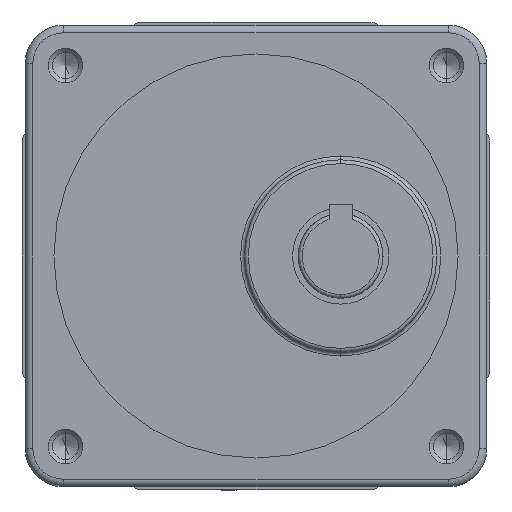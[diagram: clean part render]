
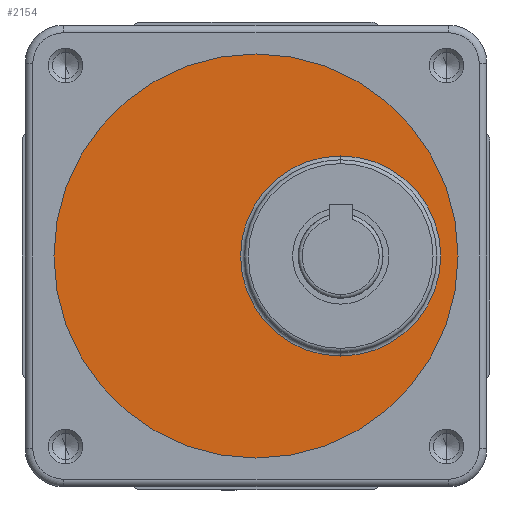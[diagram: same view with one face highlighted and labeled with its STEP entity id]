
A CAD part, front view. The second image highlights one B-rep face of the part: STEP entity #2154.
In plain terms, the highlighted face is planar.
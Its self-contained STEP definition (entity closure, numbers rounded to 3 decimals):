
#122 = DIRECTION ( 'NONE',  ( 1., 0., 0. ) ) ;
#454 = DIRECTION ( 'NONE',  ( 0., 0., -1. ) ) ;
#558 = CIRCLE ( 'NONE', #13408, 26. ) ;
#1250 = CARTESIAN_POINT ( 'NONE',  ( -26., 22., 95.5 ) ) ;
#2154 = ADVANCED_FACE ( 'NONE', ( #9251, #5666 ), #9340, .T. ) ;
#2209 = DIRECTION ( 'NONE',  ( 1., 0., 0. ) ) ;
#3523 = EDGE_CURVE ( 'NONE', #11710, #12133, #15339, .T. ) ;
#3587 = ORIENTED_EDGE ( 'NONE', *, *, #3523, .T. ) ;
#4837 = AXIS2_PLACEMENT_3D ( 'NONE', #15859, #7202, #17287 ) ;
#5282 = EDGE_CURVE ( 'NONE', #12133, #11710, #15730, .T. ) ;
#5309 = VERTEX_POINT ( 'NONE', #17220 ) ;
#5666 = FACE_OUTER_BOUND ( 'NONE', #13081, .T. ) ;
#7028 = AXIS2_PLACEMENT_3D ( 'NONE', #17454, #8821, #122 ) ;
#7202 = DIRECTION ( 'NONE',  ( 0., 0., 1. ) ) ;
#7759 = CARTESIAN_POINT ( 'NONE',  ( 0., 0., 95.5 ) ) ;
#7951 = CARTESIAN_POINT ( 'NONE',  ( 0., 0., 95.5 ) ) ;
#8431 = ORIENTED_EDGE ( 'NONE', *, *, #8450, .T. ) ;
#8450 = EDGE_CURVE ( 'NONE', #10079, #5309, #558, .T. ) ;
#8821 = DIRECTION ( 'NONE',  ( 0., 0., -1. ) ) ;
#9125 = CARTESIAN_POINT ( 'NONE',  ( 0., 22., 95.5 ) ) ;
#9251 = FACE_BOUND ( 'NONE', #10542, .T. ) ;
#9340 = PLANE ( 'NONE',  #13394 ) ;
#9404 = DIRECTION ( 'NONE',  ( 1., 0., 0. ) ) ;
#10030 = ORIENTED_EDGE ( 'NONE', *, *, #5282, .T. ) ;
#10079 = VERTEX_POINT ( 'NONE', #1250 ) ;
#10542 = EDGE_LOOP ( 'NONE', ( #17752, #8431 ) ) ;
#10599 = DIRECTION ( 'NONE',  ( 1., 0., 0. ) ) ;
#10814 = DIRECTION ( 'NONE',  ( 0., 0., 1. ) ) ;
#11414 = CARTESIAN_POINT ( 'NONE',  ( -52.5, 0., 95.5 ) ) ;
#11710 = VERTEX_POINT ( 'NONE', #12006 ) ;
#12006 = CARTESIAN_POINT ( 'NONE',  ( 52.5, 0., 95.5 ) ) ;
#12133 = VERTEX_POINT ( 'NONE', #11414 ) ;
#12205 = EDGE_CURVE ( 'NONE', #5309, #10079, #13770, .T. ) ;
#13081 = EDGE_LOOP ( 'NONE', ( #3587, #10030 ) ) ;
#13394 = AXIS2_PLACEMENT_3D ( 'NONE', #7759, #10814, #2209 ) ;
#13408 = AXIS2_PLACEMENT_3D ( 'NONE', #9125, #454, #10599 ) ;
#13770 = CIRCLE ( 'NONE', #7028, 26. ) ;
#14495 = AXIS2_PLACEMENT_3D ( 'NONE', #7951, #18049, #9404 ) ;
#15339 = CIRCLE ( 'NONE', #14495, 52.5 ) ;
#15730 = CIRCLE ( 'NONE', #4837, 52.5 ) ;
#15859 = CARTESIAN_POINT ( 'NONE',  ( 0., 0., 95.5 ) ) ;
#17220 = CARTESIAN_POINT ( 'NONE',  ( 26., 22., 95.5 ) ) ;
#17287 = DIRECTION ( 'NONE',  ( 1., 0., 0. ) ) ;
#17454 = CARTESIAN_POINT ( 'NONE',  ( 0., 22., 95.5 ) ) ;
#17752 = ORIENTED_EDGE ( 'NONE', *, *, #12205, .T. ) ;
#18049 = DIRECTION ( 'NONE',  ( 0., 0., 1. ) ) ;
